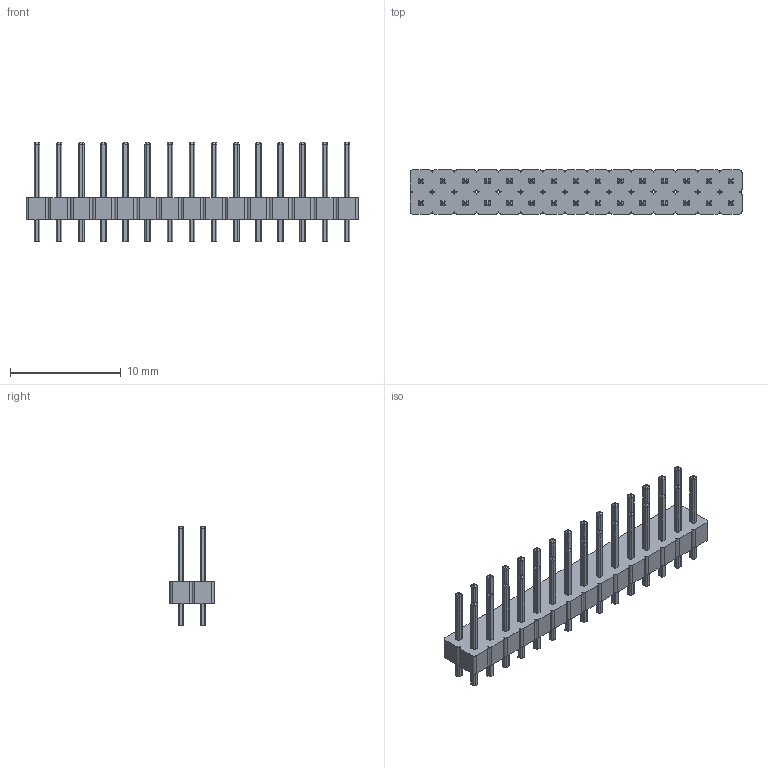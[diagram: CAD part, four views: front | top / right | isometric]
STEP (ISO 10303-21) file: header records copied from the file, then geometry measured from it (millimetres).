
FILE_DESCRIPTION (( 'STEP AP214' ), '1' );
FILE_NAME ('IDC30-2.0.STEP', '2012-05-01T08:34:02', ( '微软用户' ), ( '微软中国' ), 'SwSTEP 2.0', 'SolidWorks 2011', '' );
FILE_SCHEMA (( 'AUTOMOTIVE_DESIGN' ));
Length unit declared in the file: millimetre
Products named in the file (1): IDC30-2.0
Bounding box: 30 x 4 x 9 mm (x, y, z)
Volume: 287.1 mm3; surface area: 811.6 mm2
Topology: 1 solids, 1 shells, 936 faces, 2382 edges, 1388 vertices
Faces by surface type: cylinder 480, plane 336, bspline 120
Entity records: 30845 total; most frequent: CARTESIAN_POINT 8067, ORIENTED_EDGE 4524, DIRECTION 4376, EDGE_CURVE 2262, AXIS2_PLACEMENT_3D 1537, VERTEX_POINT 1388, VECTOR 1302, LINE 1302
